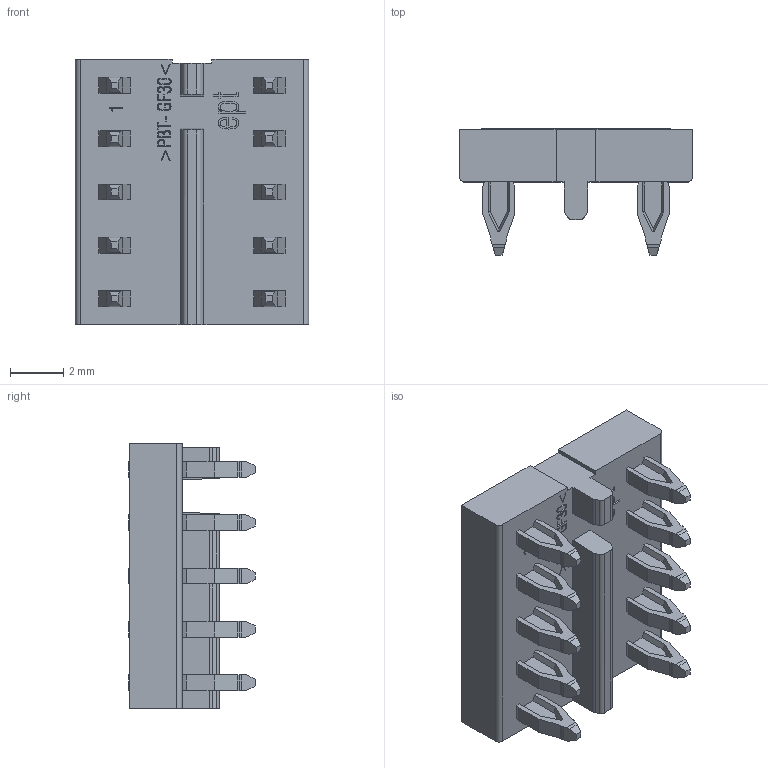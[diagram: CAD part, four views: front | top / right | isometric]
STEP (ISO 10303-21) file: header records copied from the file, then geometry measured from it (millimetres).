
FILE_DESCRIPTION (( 'STEP AP214' ), '1' );
FILE_NAME ('991-500500-1Z_3D.STEP', '2014-04-11T06:52:04', ( '' ), ( '' ), 'SwSTEP 2.0', 'SolidWorks 2012', '' );
FILE_SCHEMA (( 'AUTOMOTIVE_DESIGN' ));
Length unit declared in the file: millimetre
Products named in the file (1): 991-500500-1Z_3D
Bounding box: 8.75 x 4.75 x 9.95 mm (x, y, z)
Volume: 192.4 mm3; surface area: 369.4 mm2
Topology: 1 solids, 1 shells, 591 faces, 1662 edges, 1108 vertices
Faces by surface type: plane 470, bspline 71, cylinder 50
Entity records: 29161 total; most frequent: CARTESIAN_POINT 7921, ORIENTED_EDGE 3324, DIRECTION 2566, EDGE_CURVE 1662, VECTOR 1420, LINE 1420, VERTEX_POINT 1108, EDGE_LOOP 626
